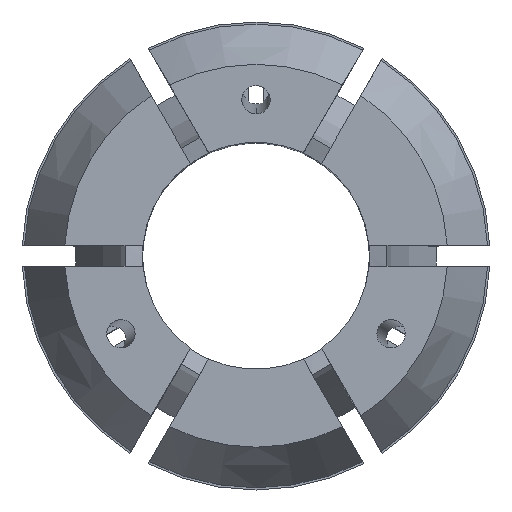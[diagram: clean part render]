
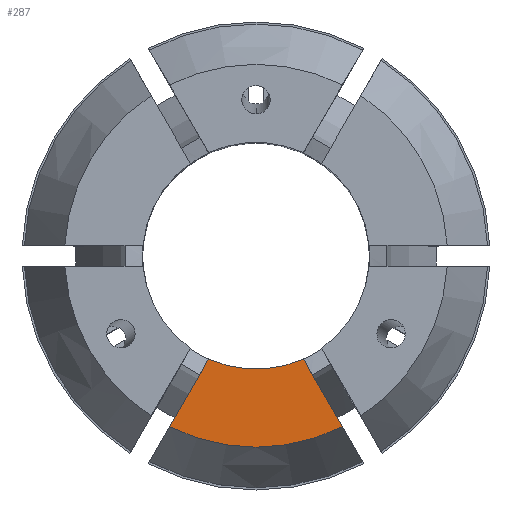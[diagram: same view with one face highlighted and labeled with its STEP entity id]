
A CAD part, top view. The second image highlights one B-rep face of the part: STEP entity #287.
In plain terms, the highlighted planar face has unit normal (0, 0, 1).
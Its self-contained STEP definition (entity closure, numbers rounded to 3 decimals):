
#49 = LINE ( 'NONE', #2259, #2409 ) ;
#140 = AXIS2_PLACEMENT_3D ( 'NONE', #1775, #2995, #2352 ) ;
#171 = EDGE_CURVE ( 'NONE', #482, #540, #49, .T. ) ;
#252 = DIRECTION ( 'NONE',  ( 0.5, -0.866, 0. ) ) ;
#287 = ADVANCED_FACE ( 'NONE', ( #464 ), #2661, .T. ) ;
#383 = ORIENTED_EDGE ( 'NONE', *, *, #1122, .F. ) ;
#443 = EDGE_CURVE ( 'NONE', #2893, #540, #743, .T. ) ;
#464 = FACE_OUTER_BOUND ( 'NONE', #2756, .T. ) ;
#482 = VERTEX_POINT ( 'NONE', #3966 ) ;
#540 = VERTEX_POINT ( 'NONE', #796 ) ;
#580 = LINE ( 'NONE', #2667, #2237 ) ;
#743 = CIRCLE ( 'NONE', #917, 13.499 ) ;
#796 = CARTESIAN_POINT ( 'NONE',  ( -6.09, -12.048, 40. ) ) ;
#820 = DIRECTION ( 'NONE',  ( 1., 0., 0. ) ) ;
#917 = AXIS2_PLACEMENT_3D ( 'NONE', #2314, #3548, #3251 ) ;
#1122 = EDGE_CURVE ( 'NONE', #482, #2513, #1676, .T. ) ;
#1349 = ORIENTED_EDGE ( 'NONE', *, *, #171, .T. ) ;
#1676 = CIRCLE ( 'NONE', #140, 8. ) ;
#1742 = DIRECTION ( 'NONE',  ( 0., 0., 1. ) ) ;
#1775 = CARTESIAN_POINT ( 'NONE',  ( 0., 0., 40. ) ) ;
#1817 = ORIENTED_EDGE ( 'NONE', *, *, #2205, .F. ) ;
#2205 = EDGE_CURVE ( 'NONE', #2513, #2893, #580, .T. ) ;
#2237 = VECTOR ( 'NONE', #252, 1000. ) ;
#2259 = CARTESIAN_POINT ( 'NONE',  ( 6.495, 9.75, 40. ) ) ;
#2290 = DIRECTION ( 'NONE',  ( -0.5, -0.866, 0. ) ) ;
#2314 = CARTESIAN_POINT ( 'NONE',  ( 0., 0., 40. ) ) ;
#2352 = DIRECTION ( 'NONE',  ( 1., 0., 0. ) ) ;
#2381 = CARTESIAN_POINT ( 'NONE',  ( 0., 13.499, 40. ) ) ;
#2409 = VECTOR ( 'NONE', #2290, 1000. ) ;
#2513 = VERTEX_POINT ( 'NONE', #3763 ) ;
#2661 = PLANE ( 'NONE',  #3642 ) ;
#2667 = CARTESIAN_POINT ( 'NONE',  ( -6.495, 9.75, 40. ) ) ;
#2756 = EDGE_LOOP ( 'NONE', ( #383, #1349, #2761, #1817 ) ) ;
#2761 = ORIENTED_EDGE ( 'NONE', *, *, #443, .F. ) ;
#2893 = VERTEX_POINT ( 'NONE', #3344 ) ;
#2995 = DIRECTION ( 'NONE',  ( 0., 0., 1. ) ) ;
#3251 = DIRECTION ( 'NONE',  ( -1., 0., 0. ) ) ;
#3344 = CARTESIAN_POINT ( 'NONE',  ( 6.09, -12.048, 40. ) ) ;
#3548 = DIRECTION ( 'NONE',  ( 0., 0., -1. ) ) ;
#3642 = AXIS2_PLACEMENT_3D ( 'NONE', #2381, #1742, #820 ) ;
#3763 = CARTESIAN_POINT ( 'NONE',  ( 3.333, -7.273, 40. ) ) ;
#3966 = CARTESIAN_POINT ( 'NONE',  ( -3.333, -7.273, 40. ) ) ;
